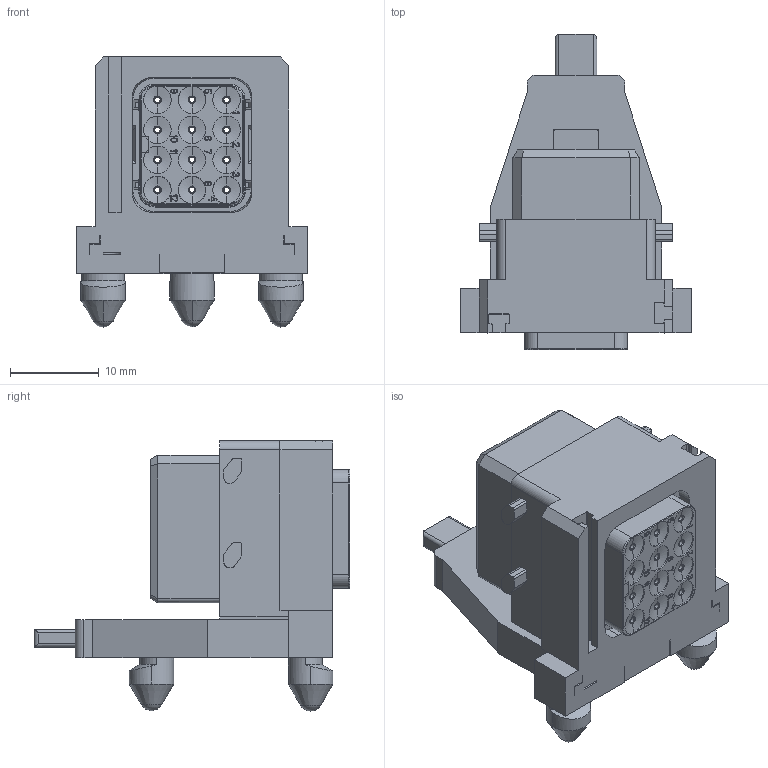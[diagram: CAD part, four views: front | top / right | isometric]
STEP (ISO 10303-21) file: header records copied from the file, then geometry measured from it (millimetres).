
FILE_DESCRIPTION((''),'2;1');
FILE_NAME('35599117787PSU','2020-02-20T',('presta_be4'),(''),'CREO PARAMETRIC BY PTC INC, 2018360','CREO PARAMETRIC BY PTC INC, 2018360','');
FILE_SCHEMA(('CONFIG_CONTROL_DESIGN'));
Products named in the file (1): 35599117787PSU
Bounding box: 26 x 35.51 x 30.4 mm (x, y, z)
Volume: 7930.7 mm3; surface area: 9451.9 mm2
Topology: 1 solids, 2 shells, 2561 faces, 6641 edges, 4192 vertices
Faces by surface type: plane 1494, cylinder 426, torus 316, cone 293, bspline 26, sphere 6
Entity records: 87422 total; most frequent: CARTESIAN_POINT 24458, ORIENTED_EDGE 13270, DIRECTION 12999, EDGE_CURVE 6635, AXIS2_PLACEMENT_3D 4372, VECTOR 4255, LINE 4255, VERTEX_POINT 4192
